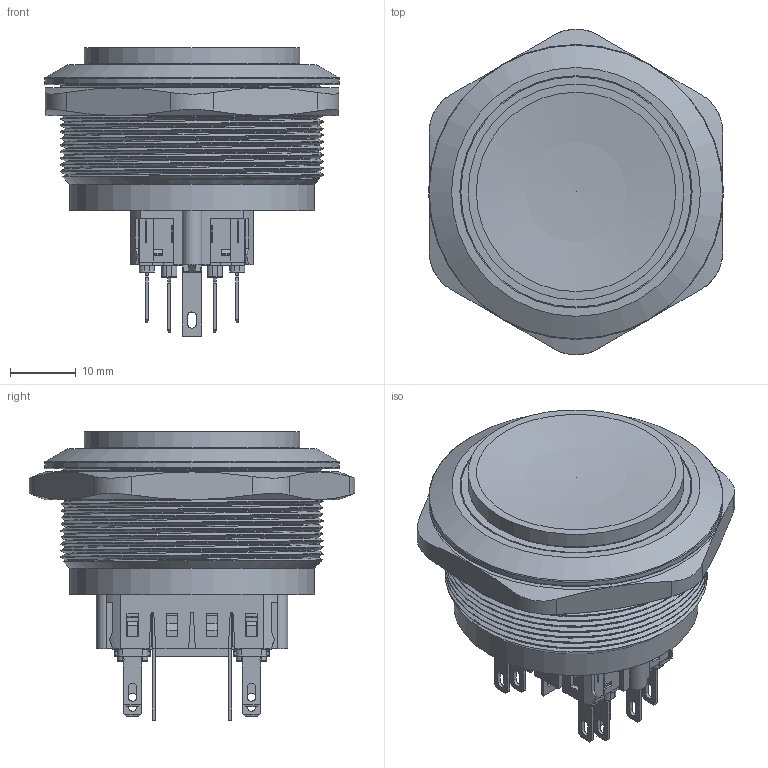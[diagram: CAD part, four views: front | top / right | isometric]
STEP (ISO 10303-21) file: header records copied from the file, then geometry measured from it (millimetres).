
FILE_DESCRIPTION(/* description */ (''),/* implementation_level */ '2;1');
FILE_NAME(/* name */ 'J40-262-CN.stp',/* time_stamp */ '2022-12-15T14:15:35+08:00',/* author */ (''),/* organization */ (''),/* preprocessor_version */ 'ST-DEVELOPER v11',/* originating_system */ 'SIEMENS UGS NX 6.0',/* authorisation */ '');
FILE_SCHEMA (('CONFIG_CONTROL_DESIGN'));
Length unit declared in the file: millimetre
Products named in the file (1): J40-262-CN.x_t
Bounding box: 44.7 x 49.32 x 43.65 mm (x, y, z)
Volume: 19477.1 mm3; surface area: 27766.4 mm2
Topology: 20 solids, 20 shells, 2716 faces, 7386 edges, 4770 vertices
Faces by surface type: plane 2194, cylinder 341, torus 83, cone 54, extrusion 22, bspline 13, sphere 9
Full cylindrical faces by diameter (mm): 1 x4, 1.1 x4, 4 x1, 4.3 x2, 18.7 x1, 19.4 x1, 19.5 x1, 23.2 x1, 24.2 x1, 26 x2, 26.2 x1, 30.9 x2, 32.7 x1, 34.9 x1, 35.2 x1, 36.3 x1, 37.1 x1, 44.7 x1
Entity records: 90144 total; most frequent: CARTESIAN_POINT 21611, ORIENTED_EDGE 14628, DIRECTION 13318, EDGE_CURVE 7314, VECTOR 6254, LINE 6232, VERTEX_POINT 4749, AXIS2_PLACEMENT_3D 3532
